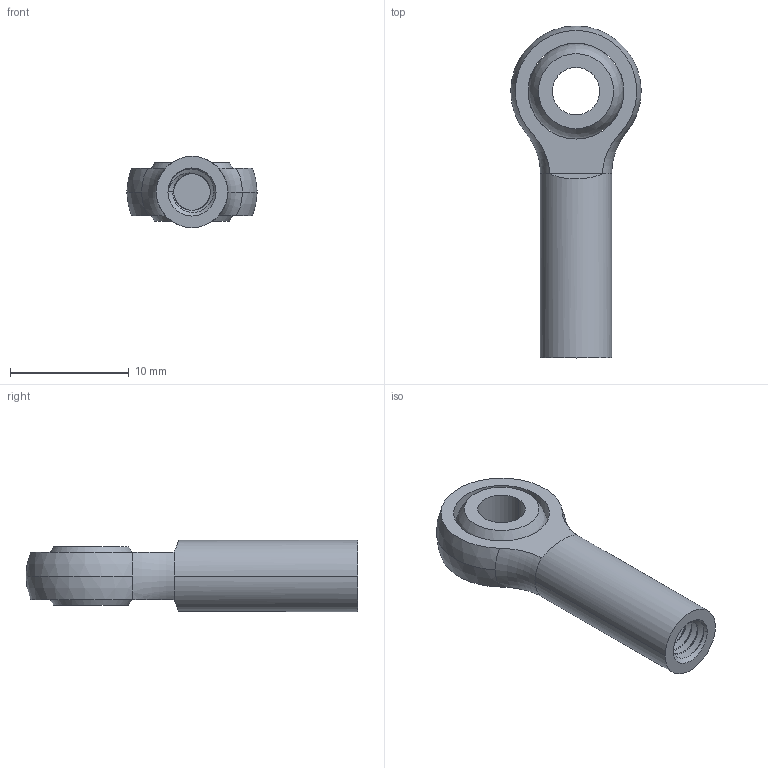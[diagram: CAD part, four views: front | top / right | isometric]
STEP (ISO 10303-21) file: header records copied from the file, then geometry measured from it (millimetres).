
FILE_DESCRIPTION (( 'STEP AP203' ), '1' );
FILE_NAME ('59935K14.step', '2017-04-12T16:29:52', ( '' ), ( '' ), 'SwSTEP 2.0', 'SolidWorks 2014', '' );
FILE_SCHEMA (( 'CONFIG_CONTROL_DESIGN' ));
Length unit declared in the file: millimetre
Products named in the file (1): 59935K14
Bounding box: 11 x 28 x 6 mm (x, y, z)
Volume: 696 mm3; surface area: 1056.5 mm2
Topology: 2 solids, 2 shells, 56 faces, 148 edges, 97 vertices
Faces by surface type: cylinder 35, plane 8, sphere 4, torus 3, cone 3, bspline 3
Entity records: 3973 total; most frequent: CARTESIAN_POINT 2669, ORIENTED_EDGE 292, DIRECTION 213, EDGE_CURVE 146, VERTEX_POINT 97, AXIS2_PLACEMENT_3D 87, EDGE_LOOP 63, FACE_OUTER_BOUND 56
